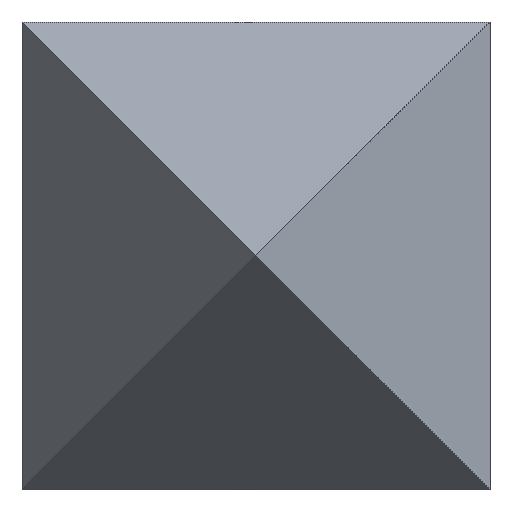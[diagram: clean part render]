
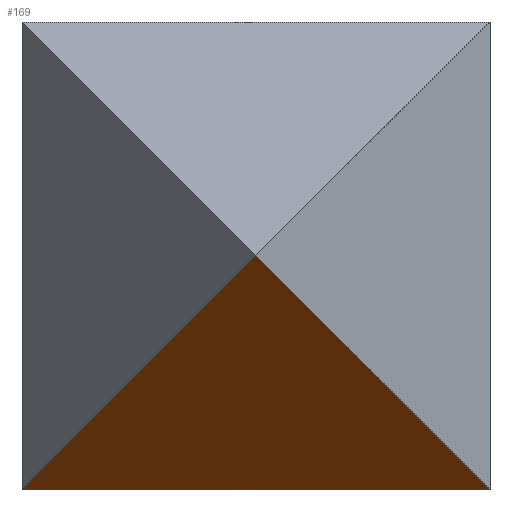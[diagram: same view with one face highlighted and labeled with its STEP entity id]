
A CAD part, top view. The second image highlights one B-rep face of the part: STEP entity #169.
In plain terms, the highlighted planar face has unit normal (0, -0.817, 0.577).
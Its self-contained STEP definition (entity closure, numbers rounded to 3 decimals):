
#33=FACE_OUTER_BOUND('',#43,.T.);
#43=EDGE_LOOP('',(#143,#144,#145));
#59=LINE('',#272,#78);
#62=LINE('',#278,#81);
#63=LINE('',#280,#82);
#78=VECTOR('',#227,10.);
#81=VECTOR('',#234,10.);
#82=VECTOR('',#237,10.);
#92=VERTEX_POINT('',#266);
#93=VERTEX_POINT('',#270);
#94=VERTEX_POINT('',#276);
#108=EDGE_CURVE('',#92,#93,#59,.T.);
#111=EDGE_CURVE('',#93,#94,#62,.T.);
#112=EDGE_CURVE('',#92,#94,#63,.T.);
#143=ORIENTED_EDGE('',*,*,#111,.T.);
#144=ORIENTED_EDGE('',*,*,#112,.F.);
#145=ORIENTED_EDGE('',*,*,#108,.T.);
#159=PLANE('',#199);
#169=ADVANCED_FACE('',(#33),#159,.T.);
#199=AXIS2_PLACEMENT_3D('',#279,#235,#236);
#227=DIRECTION('',(1.,0.,0.));
#234=DIRECTION('',(-0.5,0.5,0.707));
#235=DIRECTION('center_axis',(0.,-0.816,0.577));
#236=DIRECTION('ref_axis',(1.,0.,0.));
#237=DIRECTION('',(0.5,0.5,0.707));
#266=CARTESIAN_POINT('',(-10.,-10.,0.));
#270=CARTESIAN_POINT('',(10.,-10.,0.));
#272=CARTESIAN_POINT('',(-10.,-10.,0.));
#276=CARTESIAN_POINT('',(0.,0.,14.142));
#278=CARTESIAN_POINT('',(7.5,-7.5,3.536));
#279=CARTESIAN_POINT('Origin',(10.,-10.,0.));
#280=CARTESIAN_POINT('',(-7.5,-7.5,3.536));
